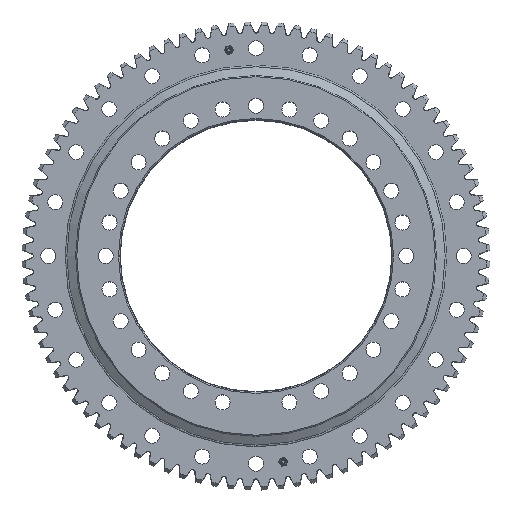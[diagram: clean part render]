
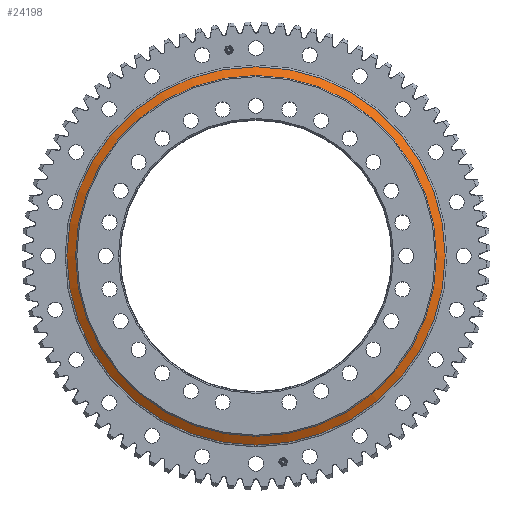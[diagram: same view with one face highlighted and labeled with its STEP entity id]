
A CAD part, top view. The second image highlights one B-rep face of the part: STEP entity #24198.
In plain terms, the highlighted conical face has half-angle 58.57 degrees and reference radius 155.5 mm.
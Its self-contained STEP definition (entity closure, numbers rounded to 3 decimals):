
#3580 = VERTEX_POINT ( 'NONE', #18076 ) ;
#5027 = DIRECTION ( 'NONE',  ( 0., -1., 0. ) ) ;
#7966 = EDGE_LOOP ( 'NONE', ( #20240 ) ) ;
#9707 = CIRCLE ( 'NONE', #26504, 163.044 ) ;
#10024 = DIRECTION ( 'NONE',  ( 0., -1., 0. ) ) ;
#10732 = DIRECTION ( 'NONE',  ( 0., 0., -1. ) ) ;
#12131 = EDGE_CURVE ( 'NONE', #3580, #3580, #9707, .T. ) ;
#15836 = CARTESIAN_POINT ( 'NONE',  ( 148.5, 2., 0. ) ) ;
#17356 = DIRECTION ( 'NONE',  ( 0., 0., -1. ) ) ;
#18076 = CARTESIAN_POINT ( 'NONE',  ( 148.5, -2.61, -163.044 ) ) ;
#18387 = CONICAL_SURFACE ( 'NONE', #37634, 155.5, 1.022 ) ;
#20240 = ORIENTED_EDGE ( 'NONE', *, *, #25009, .T. ) ;
#20937 = CARTESIAN_POINT ( 'NONE',  ( 148.5, 2., 0. ) ) ;
#21175 = VERTEX_POINT ( 'NONE', #46996 ) ;
#22983 = FACE_BOUND ( 'NONE', #7966, .T. ) ;
#23133 = DIRECTION ( 'NONE',  ( 0., 0., -1. ) ) ;
#24198 = ADVANCED_FACE ( 'NONE', ( #34946, #22983 ), #18387, .T. ) ;
#24582 = DIRECTION ( 'NONE',  ( 0., -1., 0. ) ) ;
#25009 = EDGE_CURVE ( 'NONE', #21175, #21175, #36026, .T. ) ;
#26504 = AXIS2_PLACEMENT_3D ( 'NONE', #38834, #10024, #17356 ) ;
#34946 = FACE_OUTER_BOUND ( 'NONE', #36536, .T. ) ;
#36026 = CIRCLE ( 'NONE', #40340, 155.5 ) ;
#36536 = EDGE_LOOP ( 'NONE', ( #46409 ) ) ;
#37634 = AXIS2_PLACEMENT_3D ( 'NONE', #15836, #5027, #23133 ) ;
#38834 = CARTESIAN_POINT ( 'NONE',  ( 148.5, -2.61, 0. ) ) ;
#40340 = AXIS2_PLACEMENT_3D ( 'NONE', #20937, #24582, #10732 ) ;
#46409 = ORIENTED_EDGE ( 'NONE', *, *, #12131, .F. ) ;
#46996 = CARTESIAN_POINT ( 'NONE',  ( 148.5, 2., -155.5 ) ) ;
